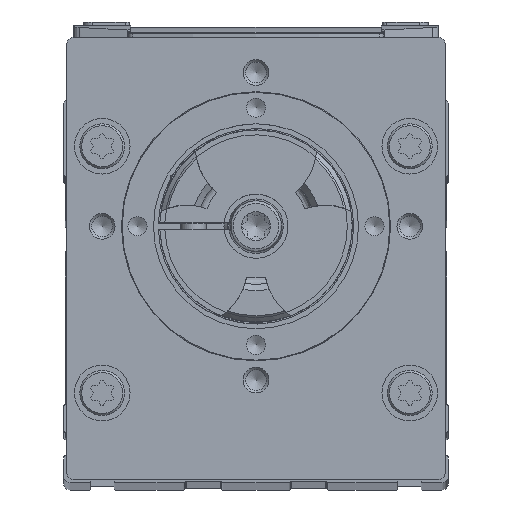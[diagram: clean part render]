
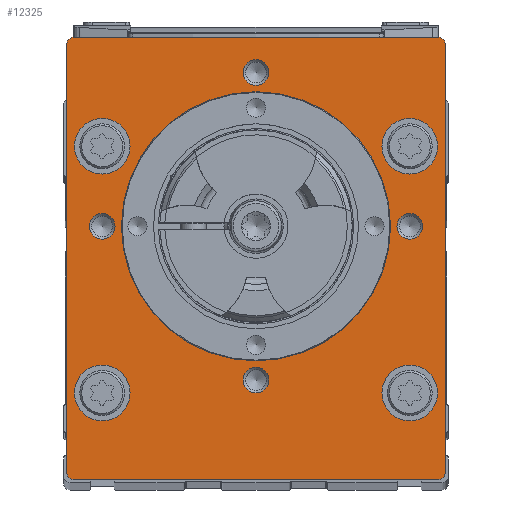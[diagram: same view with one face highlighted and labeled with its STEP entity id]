
A CAD part, top view. The second image highlights one B-rep face of the part: STEP entity #12325.
In plain terms, the highlighted planar face has unit normal (0, 0, 1).
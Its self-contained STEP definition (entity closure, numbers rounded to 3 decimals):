
#388=LINE('',#20473,#1432);
#393=LINE('',#20483,#1437);
#401=LINE('',#20499,#1445);
#405=LINE('',#20513,#1449);
#1432=VECTOR('',#16458,1000.);
#1437=VECTOR('',#16469,1000.);
#1445=VECTOR('',#16483,1000.);
#1449=VECTOR('',#16497,1000.);
#3001=ORIENTED_EDGE('',*,*,#6562,.T.);
#3002=ORIENTED_EDGE('',*,*,#6563,.T.);
#3003=ORIENTED_EDGE('',*,*,#6564,.T.);
#3004=ORIENTED_EDGE('',*,*,#6565,.T.);
#3005=ORIENTED_EDGE('',*,*,#6566,.T.);
#3006=ORIENTED_EDGE('',*,*,#6567,.T.);
#3007=ORIENTED_EDGE('',*,*,#6568,.T.);
#3008=ORIENTED_EDGE('',*,*,#6569,.T.);
#3009=ORIENTED_EDGE('',*,*,#6570,.T.);
#3010=ORIENTED_EDGE('',*,*,#6534,.T.);
#3011=ORIENTED_EDGE('',*,*,#6536,.T.);
#3012=ORIENTED_EDGE('',*,*,#6540,.T.);
#3013=ORIENTED_EDGE('',*,*,#6542,.T.);
#3014=ORIENTED_EDGE('',*,*,#6549,.T.);
#3015=ORIENTED_EDGE('',*,*,#6552,.T.);
#3016=ORIENTED_EDGE('',*,*,#6556,.T.);
#3017=ORIENTED_EDGE('',*,*,#6561,.T.);
#6534=EDGE_CURVE('',#8305,#8306,#388,.T.);
#6536=EDGE_CURVE('',#8306,#8307,#9431,.T.);
#6540=EDGE_CURVE('',#8307,#8308,#393,.T.);
#6542=EDGE_CURVE('',#8308,#8309,#9432,.T.);
#6549=EDGE_CURVE('',#8309,#8313,#401,.T.);
#6552=EDGE_CURVE('',#8313,#8315,#9434,.T.);
#6556=EDGE_CURVE('',#8315,#8318,#405,.T.);
#6561=EDGE_CURVE('',#8318,#8305,#9438,.T.);
#6562=EDGE_CURVE('',#8322,#8322,#9439,.T.);
#6563=EDGE_CURVE('',#8323,#8323,#9440,.T.);
#6564=EDGE_CURVE('',#8324,#8324,#9441,.T.);
#6565=EDGE_CURVE('',#8325,#8325,#9442,.T.);
#6566=EDGE_CURVE('',#8326,#8326,#9443,.T.);
#6567=EDGE_CURVE('',#8327,#8327,#9444,.T.);
#6568=EDGE_CURVE('',#8328,#8328,#9445,.T.);
#6569=EDGE_CURVE('',#8329,#8329,#9446,.T.);
#6570=EDGE_CURVE('',#8330,#8330,#9447,.T.);
#8305=VERTEX_POINT('',#20467);
#8306=VERTEX_POINT('',#20472);
#8307=VERTEX_POINT('',#20476);
#8308=VERTEX_POINT('',#20482);
#8309=VERTEX_POINT('',#20486);
#8313=VERTEX_POINT('',#20498);
#8315=VERTEX_POINT('',#20504);
#8318=VERTEX_POINT('',#20512);
#8322=VERTEX_POINT('',#20525);
#8323=VERTEX_POINT('',#20527);
#8324=VERTEX_POINT('',#20529);
#8325=VERTEX_POINT('',#20531);
#8326=VERTEX_POINT('',#20533);
#8327=VERTEX_POINT('',#20535);
#8328=VERTEX_POINT('',#20537);
#8329=VERTEX_POINT('',#20539);
#8330=VERTEX_POINT('',#20541);
#9431=CIRCLE('',#14674,1.);
#9432=CIRCLE('',#14677,1.);
#9434=CIRCLE('',#14681,1.);
#9438=CIRCLE('',#14687,1.);
#9439=CIRCLE('',#14689,21.);
#9440=CIRCLE('',#14690,2.);
#9441=CIRCLE('',#14691,2.);
#9442=CIRCLE('',#14692,2.);
#9443=CIRCLE('',#14693,2.);
#9444=CIRCLE('',#14694,4.35);
#9445=CIRCLE('',#14695,4.35);
#9446=CIRCLE('',#14696,4.35);
#9447=CIRCLE('',#14697,4.35);
#10029=EDGE_LOOP('',(#3001));
#10030=EDGE_LOOP('',(#3002));
#10031=EDGE_LOOP('',(#3003));
#10032=EDGE_LOOP('',(#3004));
#10033=EDGE_LOOP('',(#3005));
#10034=EDGE_LOOP('',(#3006));
#10035=EDGE_LOOP('',(#3007));
#10036=EDGE_LOOP('',(#3008));
#10037=EDGE_LOOP('',(#3009));
#10038=EDGE_LOOP('',(#3010,#3011,#3012,#3013,#3014,#3015,#3016,#3017));
#10992=FACE_BOUND('',#10029,.T.);
#10993=FACE_BOUND('',#10030,.T.);
#10994=FACE_BOUND('',#10031,.T.);
#10995=FACE_BOUND('',#10032,.T.);
#10996=FACE_BOUND('',#10033,.T.);
#10997=FACE_BOUND('',#10034,.T.);
#10998=FACE_BOUND('',#10035,.T.);
#10999=FACE_BOUND('',#10036,.T.);
#11000=FACE_BOUND('',#10037,.T.);
#11001=FACE_BOUND('',#10038,.T.);
#11949=PLANE('',#14688);
#12325=ADVANCED_FACE('',(#10992,#10993,#10994,#10995,#10996,#10997,#10998,
#10999,#11000,#11001),#11949,.T.);
#14674=AXIS2_PLACEMENT_3D('',#20477,#16462,#16463);
#14677=AXIS2_PLACEMENT_3D('',#20487,#16473,#16474);
#14681=AXIS2_PLACEMENT_3D('',#20505,#16489,#16490);
#14687=AXIS2_PLACEMENT_3D('',#20522,#16506,#16507);
#14688=AXIS2_PLACEMENT_3D('',#20523,#16508,#16509);
#14689=AXIS2_PLACEMENT_3D('',#20524,#16510,#16511);
#14690=AXIS2_PLACEMENT_3D('',#20526,#16512,#16513);
#14691=AXIS2_PLACEMENT_3D('',#20528,#16514,#16515);
#14692=AXIS2_PLACEMENT_3D('',#20530,#16516,#16517);
#14693=AXIS2_PLACEMENT_3D('',#20532,#16518,#16519);
#14694=AXIS2_PLACEMENT_3D('',#20534,#16520,#16521);
#14695=AXIS2_PLACEMENT_3D('',#20536,#16522,#16523);
#14696=AXIS2_PLACEMENT_3D('',#20538,#16524,#16525);
#14697=AXIS2_PLACEMENT_3D('',#20540,#16526,#16527);
#16458=DIRECTION('',(0.,-1.,0.));
#16462=DIRECTION('',(0.,0.,1.));
#16463=DIRECTION('',(1.,0.,0.));
#16469=DIRECTION('',(1.,0.,0.));
#16473=DIRECTION('',(0.,0.,1.));
#16474=DIRECTION('',(1.,0.,0.));
#16483=DIRECTION('',(0.,1.,0.));
#16489=DIRECTION('',(0.,0.,1.));
#16490=DIRECTION('',(1.,0.,0.));
#16497=DIRECTION('',(-1.,0.,0.));
#16506=DIRECTION('',(0.,0.,1.));
#16507=DIRECTION('',(1.,0.,0.));
#16508=DIRECTION('',(0.,0.,1.));
#16509=DIRECTION('',(1.,0.,0.));
#16510=DIRECTION('',(0.,0.,-1.));
#16511=DIRECTION('',(-1.,0.,0.));
#16512=DIRECTION('',(0.,0.,-1.));
#16513=DIRECTION('',(-1.,0.,0.));
#16514=DIRECTION('',(0.,0.,-1.));
#16515=DIRECTION('',(-1.,0.,0.));
#16516=DIRECTION('',(0.,0.,-1.));
#16517=DIRECTION('',(-1.,0.,0.));
#16518=DIRECTION('',(0.,0.,-1.));
#16519=DIRECTION('',(-1.,0.,0.));
#16520=DIRECTION('',(0.,0.,-1.));
#16521=DIRECTION('',(-1.,0.,0.));
#16522=DIRECTION('',(0.,0.,-1.));
#16523=DIRECTION('',(-1.,0.,0.));
#16524=DIRECTION('',(0.,0.,-1.));
#16525=DIRECTION('',(-1.,0.,0.));
#16526=DIRECTION('',(0.,0.,-1.));
#16527=DIRECTION('',(-1.,0.,0.));
#20467=CARTESIAN_POINT('',(-29.5,68.5,20.));
#20472=CARTESIAN_POINT('',(-29.5,1.5,20.));
#20473=CARTESIAN_POINT('',(-29.5,68.5,20.));
#20476=CARTESIAN_POINT('',(-28.5,0.5,20.));
#20477=CARTESIAN_POINT('',(-28.5,1.5,20.));
#20482=CARTESIAN_POINT('',(28.5,0.5,20.));
#20483=CARTESIAN_POINT('',(-28.5,0.5,20.));
#20486=CARTESIAN_POINT('',(29.5,1.5,20.));
#20487=CARTESIAN_POINT('',(28.5,1.5,20.));
#20498=CARTESIAN_POINT('',(29.5,68.5,20.));
#20499=CARTESIAN_POINT('',(29.5,1.5,20.));
#20504=CARTESIAN_POINT('',(28.5,69.5,20.));
#20505=CARTESIAN_POINT('',(28.5,68.5,20.));
#20512=CARTESIAN_POINT('',(-28.5,69.5,20.));
#20513=CARTESIAN_POINT('',(28.5,69.5,20.));
#20522=CARTESIAN_POINT('',(-28.5,68.5,20.));
#20523=CARTESIAN_POINT('',(-28.5,1.5,20.));
#20524=CARTESIAN_POINT('',(0.,40.,20.));
#20525=CARTESIAN_POINT('',(-21.,40.,20.));
#20526=CARTESIAN_POINT('',(24.,40.,20.));
#20527=CARTESIAN_POINT('',(22.,40.,20.));
#20528=CARTESIAN_POINT('',(0.,64.,20.));
#20529=CARTESIAN_POINT('',(-2.,64.,20.));
#20530=CARTESIAN_POINT('',(-24.,40.,20.));
#20531=CARTESIAN_POINT('',(-26.,40.,20.));
#20532=CARTESIAN_POINT('',(0.,16.,20.));
#20533=CARTESIAN_POINT('',(-2.,16.,20.));
#20534=CARTESIAN_POINT('',(24.,14.,20.));
#20535=CARTESIAN_POINT('',(19.65,14.,20.));
#20536=CARTESIAN_POINT('',(-24.,14.,20.));
#20537=CARTESIAN_POINT('',(-28.35,14.,20.));
#20538=CARTESIAN_POINT('',(-24.,52.5,20.));
#20539=CARTESIAN_POINT('',(-28.35,52.5,20.));
#20540=CARTESIAN_POINT('',(24.,52.5,20.));
#20541=CARTESIAN_POINT('',(19.65,52.5,20.));
